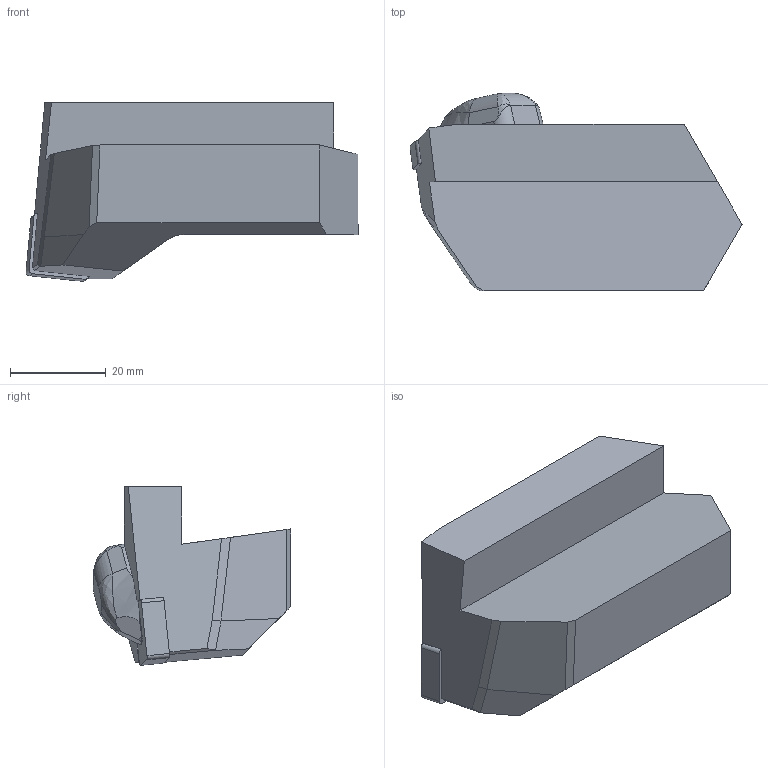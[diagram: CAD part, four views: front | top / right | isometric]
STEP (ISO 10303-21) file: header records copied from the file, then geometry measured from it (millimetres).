
FILE_DESCRIPTION(/* description */ (''),/* implementation_level */ '2;1');
FILE_NAME(/* name */ '1564134688019.stp',/* time_stamp */ '2019-07-26T11:51:34+02:00',/* author */ (''),/* organization */ ('SMS'),/* preprocessor_version */ 'ST-DEVELOPER v16.7',/* originating_system */ 'SIEMENS PLM Software NX 12.0',/* authorisation */ '');
FILE_SCHEMA (('AUTOMOTIVE_DESIGN { 1 0 10303 214 3 1 1 1 }'));
Length unit declared in the file: millimetre
Products named in the file (4): IsoTurningInsert; ASSEMBLY_CONSTRUCTION; 201083551mod000_00; 201083587mod000_01
Assembly tree (3 placements, depth 2):
  201083587mod000_01
    201083551mod000_00
    ASSEMBLY_CONSTRUCTION
    IsoTurningInsert
Bounding box: 69.21 x 41.16 x 37.23 mm (x, y, z)
Volume: 46823.6 mm3; surface area: 10063.3 mm2
Topology: 2 solids, 2 shells, 64 faces, 182 edges, 127 vertices
Faces by surface type: plane 42, cylinder 13, bspline 9
Full cylindrical faces by diameter (mm): 5.156 x2
Entity records: 2610 total; most frequent: CARTESIAN_POINT 859, ORIENTED_EDGE 358, DIRECTION 303, EDGE_CURVE 179, VERTEX_POINT 120, LINE 107, VECTOR 107, AXIS2_PLACEMENT_3D 98
